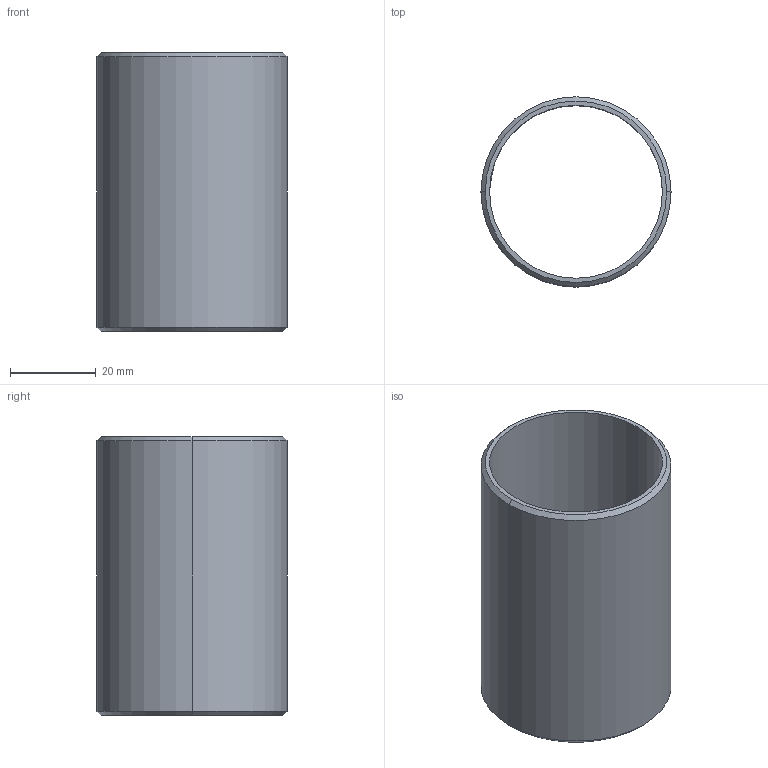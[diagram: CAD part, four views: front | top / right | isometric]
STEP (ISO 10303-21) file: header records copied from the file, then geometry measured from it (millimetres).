
FILE_DESCRIPTION (( 'STEP AP203' ), '1' );
FILE_NAME ('50114-240.step', '2019-07-10T10:00:46', ( '' ), ( '' ), 'SwSTEP 2.0', 'SolidWorks 2015', '' );
FILE_SCHEMA (( 'CONFIG_CONTROL_DESIGN' ));
Length unit declared in the file: millimetre
Products named in the file (1): 50114-240
Bounding box: 44.3 x 44.3 x 65 mm (x, y, z)
Volume: 17138 mm3; surface area: 17650.7 mm2
Topology: 1 solids, 1 shells, 234 faces, 636 edges, 412 vertices
Faces by surface type: plane 110, bspline 80, cylinder 40, cone 4
Entity records: 10751 total; most frequent: CARTESIAN_POINT 5347, ORIENTED_EDGE 1272, DIRECTION 848, EDGE_CURVE 636, VERTEX_POINT 412, LINE 322, VECTOR 322, AXIS2_PLACEMENT_3D 263
